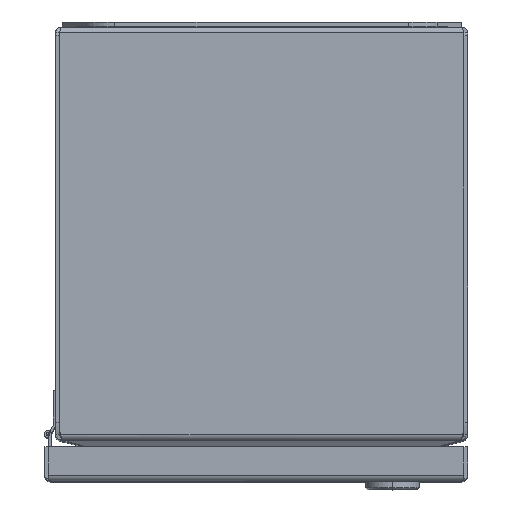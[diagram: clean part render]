
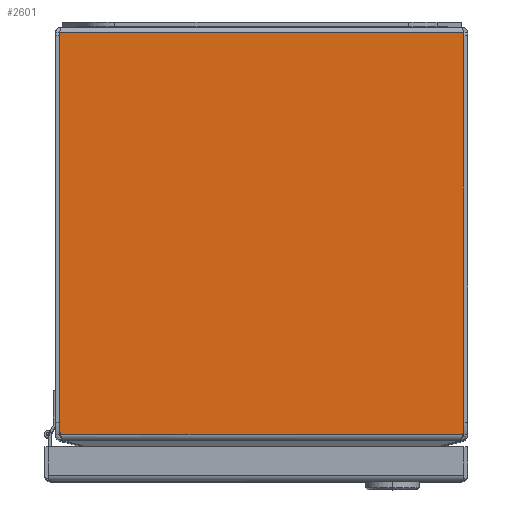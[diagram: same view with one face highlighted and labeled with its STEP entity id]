
A CAD part, top view. The second image highlights one B-rep face of the part: STEP entity #2601.
In plain terms, the highlighted planar face has unit normal (0, 0, 1).
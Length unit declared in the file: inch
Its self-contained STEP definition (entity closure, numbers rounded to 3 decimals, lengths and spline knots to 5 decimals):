
#238 = CARTESIAN_POINT ( 'NONE',  ( 2.94289, -5.83953, 4. ) ) ;
#1418 = VECTOR ( 'NONE', #10803, 39.37008 ) ;
#1506 = CARTESIAN_POINT ( 'NONE',  ( -2.66189, -5.83953, 4. ) ) ;
#2029 = DIRECTION ( 'NONE',  ( 0., 1., 0. ) ) ;
#2601 = ADVANCED_FACE ( 'NONE', ( #6517 ), #7937, .F. ) ;
#2858 = CARTESIAN_POINT ( 'NONE',  ( 20.527, -5.93401, 4. ) ) ;
#3012 = DIRECTION ( 'NONE',  ( 1., 0., 0. ) ) ;
#3749 = DIRECTION ( 'NONE',  ( 0., 0., -1. ) ) ;
#4256 = CARTESIAN_POINT ( 'NONE',  ( 2.94289, 0., 4. ) ) ;
#4571 = LINE ( 'NONE', #4256, #1418 ) ;
#5399 = VERTEX_POINT ( 'NONE', #10557 ) ;
#6001 = EDGE_CURVE ( 'NONE', #12285, #8425, #15066, .T. ) ;
#6517 = FACE_OUTER_BOUND ( 'NONE', #20813, .T. ) ;
#7559 = ORIENTED_EDGE ( 'NONE', *, *, #18371, .F. ) ;
#7638 = VECTOR ( 'NONE', #12370, 39.37008 ) ;
#7934 = VERTEX_POINT ( 'NONE', #10420 ) ;
#7937 = PLANE ( 'NONE',  #8270 ) ;
#8270 = AXIS2_PLACEMENT_3D ( 'NONE', #14742, #21528, #18128 ) ;
#8318 = ORIENTED_EDGE ( 'NONE', *, *, #17856, .F. ) ;
#8425 = VERTEX_POINT ( 'NONE', #12577 ) ;
#9563 = CARTESIAN_POINT ( 'NONE',  ( -2.914, -0.086, 4. ) ) ;
#10420 = CARTESIAN_POINT ( 'NONE',  ( 2.94289, -0.086, 4. ) ) ;
#10548 = CARTESIAN_POINT ( 'NONE',  ( -2.94289, -5.83953, 4. ) ) ;
#10557 = CARTESIAN_POINT ( 'NONE',  ( 2.92653, -5.93401, 4. ) ) ;
#10803 = DIRECTION ( 'NONE',  ( 0., -1., 0. ) ) ;
#10805 = CIRCLE ( 'NONE', #17118, 0.281 ) ;
#10837 = CIRCLE ( 'NONE', #14688, 0.281 ) ;
#11320 = LINE ( 'NONE', #9563, #19335 ) ;
#11884 = EDGE_CURVE ( 'NONE', #5399, #15819, #17859, .T. ) ;
#12285 = VERTEX_POINT ( 'NONE', #10548 ) ;
#12370 = DIRECTION ( 'NONE',  ( -1., 0., 0. ) ) ;
#12528 = EDGE_CURVE ( 'NONE', #15092, #5399, #10837, .T. ) ;
#12577 = CARTESIAN_POINT ( 'NONE',  ( -2.94289, -0.086, 4. ) ) ;
#12718 = ORIENTED_EDGE ( 'NONE', *, *, #11884, .F. ) ;
#14616 = EDGE_CURVE ( 'NONE', #7934, #15092, #4571, .T. ) ;
#14688 = AXIS2_PLACEMENT_3D ( 'NONE', #20612, #3749, #17104 ) ;
#14742 = CARTESIAN_POINT ( 'NONE',  ( 20.527, 0., 4. ) ) ;
#14961 = DIRECTION ( 'NONE',  ( 0., 0., -1. ) ) ;
#15066 = LINE ( 'NONE', #20109, #15568 ) ;
#15077 = ORIENTED_EDGE ( 'NONE', *, *, #12528, .F. ) ;
#15092 = VERTEX_POINT ( 'NONE', #238 ) ;
#15568 = VECTOR ( 'NONE', #2029, 39.37008 ) ;
#15819 = VERTEX_POINT ( 'NONE', #20182 ) ;
#17101 = ORIENTED_EDGE ( 'NONE', *, *, #6001, .F. ) ;
#17104 = DIRECTION ( 'NONE',  ( 0., 1., 0. ) ) ;
#17118 = AXIS2_PLACEMENT_3D ( 'NONE', #1506, #14961, #19786 ) ;
#17769 = ORIENTED_EDGE ( 'NONE', *, *, #14616, .F. ) ;
#17856 = EDGE_CURVE ( 'NONE', #15819, #12285, #10805, .T. ) ;
#17859 = LINE ( 'NONE', #2858, #7638 ) ;
#18128 = DIRECTION ( 'NONE',  ( 0., 1., 0. ) ) ;
#18371 = EDGE_CURVE ( 'NONE', #8425, #7934, #11320, .T. ) ;
#19335 = VECTOR ( 'NONE', #3012, 39.37008 ) ;
#19786 = DIRECTION ( 'NONE',  ( 0., 1., 0. ) ) ;
#20109 = CARTESIAN_POINT ( 'NONE',  ( -2.94289, 0., 4. ) ) ;
#20182 = CARTESIAN_POINT ( 'NONE',  ( -2.92653, -5.93401, 4. ) ) ;
#20612 = CARTESIAN_POINT ( 'NONE',  ( 2.66189, -5.83953, 4. ) ) ;
#20813 = EDGE_LOOP ( 'NONE', ( #15077, #17769, #7559, #17101, #8318, #12718 ) ) ;
#21528 = DIRECTION ( 'NONE',  ( 0., 0., -1. ) ) ;
